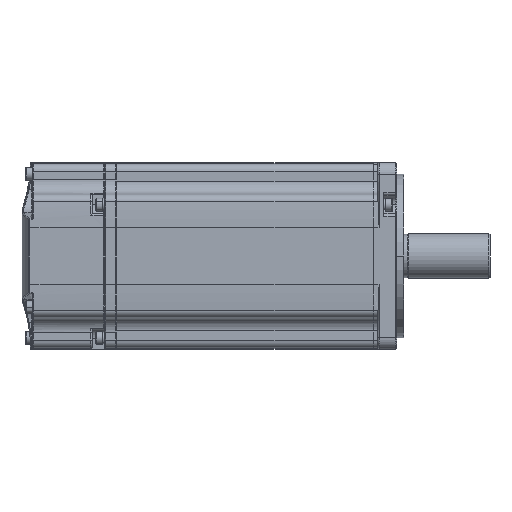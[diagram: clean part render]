
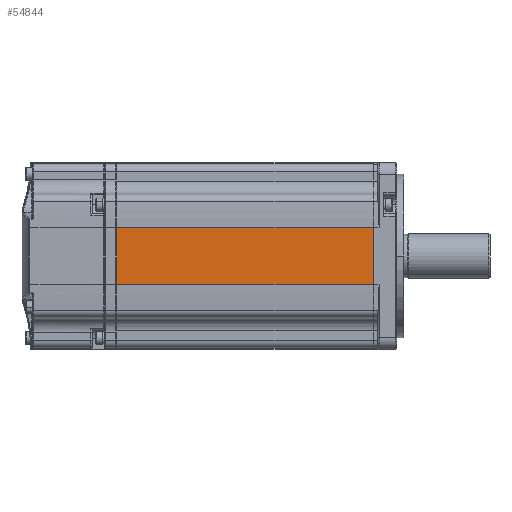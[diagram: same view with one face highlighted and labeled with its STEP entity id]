
A CAD part, front view. The second image highlights one B-rep face of the part: STEP entity #54844.
In plain terms, the highlighted planar face has unit normal (0, -1, 0).
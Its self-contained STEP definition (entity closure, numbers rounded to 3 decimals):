
#2788 = AXIS2_PLACEMENT_3D ( 'NONE', #90386, #46434, #38721 ) ;
#3063 = ORIENTED_EDGE ( 'NONE', *, *, #79755, .F. ) ;
#7469 = CARTESIAN_POINT ( 'NONE',  ( 17.093, -33.771, 192.3 ) ) ;
#7942 = EDGE_CURVE ( 'NONE', #33235, #78272, #58042, .T. ) ;
#8459 = DIRECTION ( 'NONE',  ( 0., 0., -1. ) ) ;
#9733 = PLANE ( 'NONE',  #2788 ) ;
#12856 = ORIENTED_EDGE ( 'NONE', *, *, #40687, .F. ) ;
#18934 = VECTOR ( 'NONE', #21753, 1000. ) ;
#21753 = DIRECTION ( 'NONE',  ( 1., 0., 0. ) ) ;
#23473 = FACE_OUTER_BOUND ( 'NONE', #82416, .T. ) ;
#29068 = ORIENTED_EDGE ( 'NONE', *, *, #7942, .F. ) ;
#29372 = VECTOR ( 'NONE', #66182, 1000. ) ;
#31076 = CARTESIAN_POINT ( 'NONE',  ( -92.907, -33.771, 168.3 ) ) ;
#33235 = VERTEX_POINT ( 'NONE', #84838 ) ;
#37288 = EDGE_CURVE ( 'NONE', #75496, #53503, #77600, .T. ) ;
#38721 = DIRECTION ( 'NONE',  ( -1., 0., 0. ) ) ;
#40687 = EDGE_CURVE ( 'NONE', #78272, #53503, #89691, .T. ) ;
#44005 = CARTESIAN_POINT ( 'NONE',  ( -92.907, -33.771, 180.3 ) ) ;
#46434 = DIRECTION ( 'NONE',  ( 0., 1., 0. ) ) ;
#51241 = ORIENTED_EDGE ( 'NONE', *, *, #37288, .T. ) ;
#52585 = CARTESIAN_POINT ( 'NONE',  ( 17.093, -33.771, 180.3 ) ) ;
#53503 = VERTEX_POINT ( 'NONE', #59843 ) ;
#54844 = ADVANCED_FACE ( 'NONE', ( #23473 ), #9733, .F. ) ;
#58042 = LINE ( 'NONE', #68469, #94900 ) ;
#59843 = CARTESIAN_POINT ( 'NONE',  ( 17.093, -33.771, 168.3 ) ) ;
#61570 = CARTESIAN_POINT ( 'NONE',  ( -93.407, -33.771, 168.3 ) ) ;
#66182 = DIRECTION ( 'NONE',  ( 0., 0., 1. ) ) ;
#68469 = CARTESIAN_POINT ( 'NONE',  ( -93.407, -33.771, 192.3 ) ) ;
#70224 = VECTOR ( 'NONE', #8459, 1000. ) ;
#74874 = DIRECTION ( 'NONE',  ( 1., 0., 0. ) ) ;
#75496 = VERTEX_POINT ( 'NONE', #31076 ) ;
#77600 = LINE ( 'NONE', #61570, #18934 ) ;
#78272 = VERTEX_POINT ( 'NONE', #7469 ) ;
#78760 = LINE ( 'NONE', #44005, #29372 ) ;
#79755 = EDGE_CURVE ( 'NONE', #75496, #33235, #78760, .T. ) ;
#82416 = EDGE_LOOP ( 'NONE', ( #3063, #51241, #12856, #29068 ) ) ;
#84838 = CARTESIAN_POINT ( 'NONE',  ( -92.907, -33.771, 192.3 ) ) ;
#89691 = LINE ( 'NONE', #52585, #70224 ) ;
#90386 = CARTESIAN_POINT ( 'NONE',  ( -93.407, -33.771, 180.3 ) ) ;
#94900 = VECTOR ( 'NONE', #74874, 1000. ) ;
